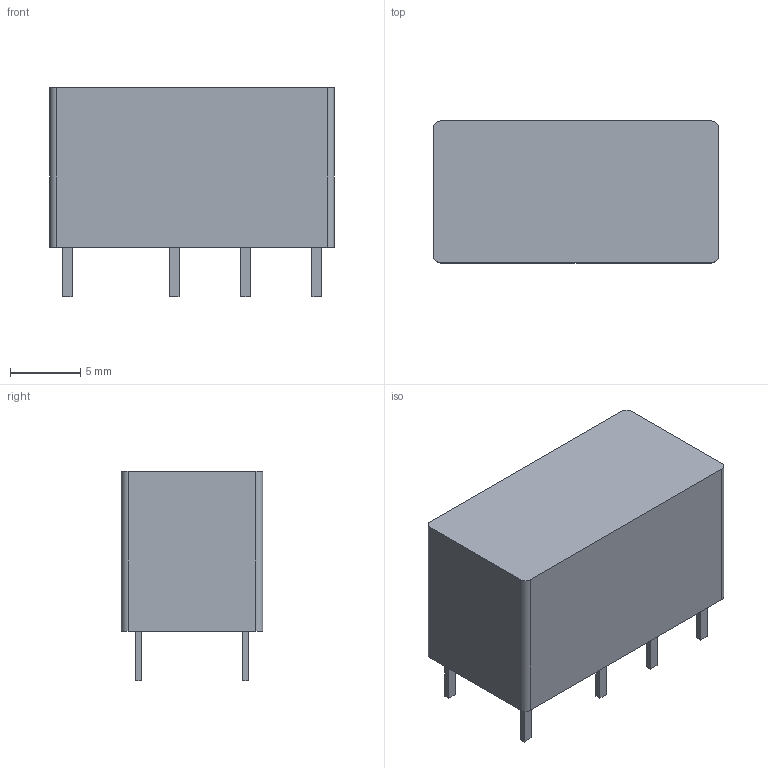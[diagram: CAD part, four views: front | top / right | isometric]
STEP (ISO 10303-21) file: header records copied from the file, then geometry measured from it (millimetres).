
FILE_DESCRIPTION(('FreeCAD Model'),'2;1');
FILE_NAME('Relay_DPDT_Finder_30.22.step','2018-01-18T22:55:01',('kicad StepUp'),( 'ksu MCAD'),'Open CASCADE STEP processor 6.8','FreeCAD','Unknown');
FILE_SCHEMA(('AUTOMOTIVE_DESIGN_CC2 { 1 2 10303 214 -1 1 5 4 }'));
Length unit declared in the file: millimetre
Products named in the file (1): Relay_DPDT_Finder_30.22
Bounding box: 20.3 x 10.1 x 14.9 mm (x, y, z)
Volume: 2342.7 mm3; surface area: 1154.6 mm2
Topology: 1 solids, 1 shells, 50 faces, 120 edges, 80 vertices
Faces by surface type: plane 46, cylinder 4
Entity records: 1024 total; most frequent: ORIENTED_EDGE 162, CARTESIAN_POINT 161, EDGE_CURVE 120, LINE 112, VERTEX_POINT 80, AXIS2_PLACEMENT_3D 59, FACE_BOUND 58, EDGE_LOOP 58
